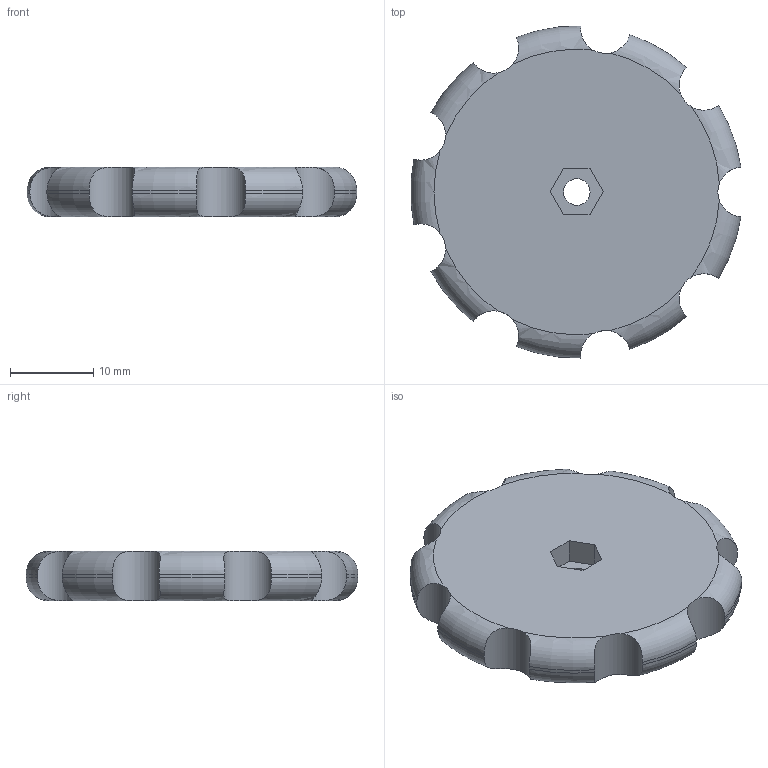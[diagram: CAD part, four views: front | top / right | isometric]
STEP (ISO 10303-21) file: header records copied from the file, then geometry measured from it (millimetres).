
FILE_DESCRIPTION(('FreeCAD Model'),'2;1');
FILE_NAME('Open CASCADE Shape Model','2021-12-21T21:41:23',('Author'),( ''),'Open CASCADE STEP processor 7.5','FreeCAD','Unknown');
FILE_SCHEMA(('AUTOMOTIVE_DESIGN { 1 0 10303 214 1 1 1 1 }'));
Length unit declared in the file: millimetre
Products named in the file (2): thumb-wheel; sq-clamp
Assembly tree (1 placements, depth 2):
  thumb-wheel
    sq-clamp
Bounding box: 39.73 x 39.99 x 6 mm (x, y, z)
Volume: 6459.2 mm3; surface area: 3015.9 mm2
Topology: 1 solids, 1 shells, 46 faces, 129 edges, 86 vertices
Faces by surface type: cylinder 19, torus 18, plane 9
Full cylindrical faces by diameter (mm): 3.2 x1
Entity records: 8366 total; most frequent: CARTESIAN_POINT 5969, DIRECTION 383, ORIENTED_EDGE 258, PCURVE 258, DEFINITIONAL_REPRESENTATION 258, B_SPLINE_CURVE_WITH_KNOTS 156, LINE 137, VECTOR 137
